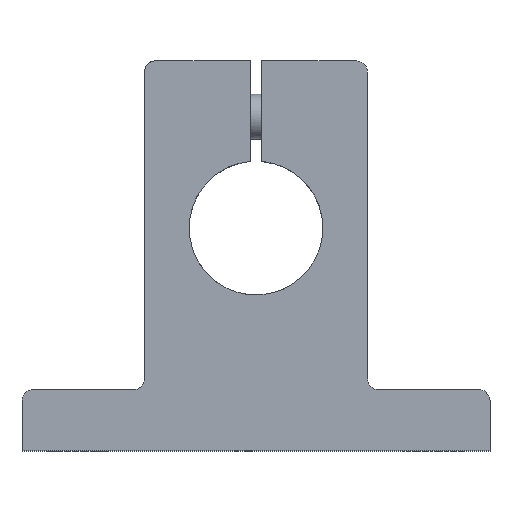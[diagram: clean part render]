
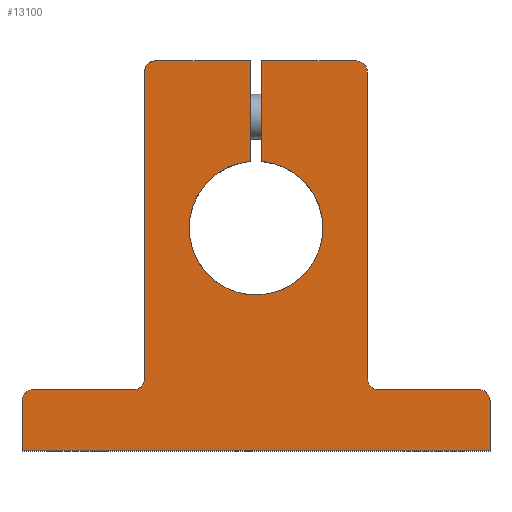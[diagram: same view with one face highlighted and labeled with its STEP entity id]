
A CAD part, top view. The second image highlights one B-rep face of the part: STEP entity #13100.
In plain terms, the highlighted free-form (B-spline) face has degree [1, 1] with [2, 2] control points.
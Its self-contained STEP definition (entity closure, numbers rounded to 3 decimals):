
#3340 = CARTESIAN_POINT ('', (-10., 6.5, 12.));
#3350 = VERTEX_POINT ('', #3340);
#3410 = CARTESIAN_POINT ('', (-10., 34., 12.));
#3420 = VERTEX_POINT ('', #3410);
#3430 = CARTESIAN_POINT ('', (-10., 34., 12.));
#3440 = CARTESIAN_POINT ('', (-10., 6.5, 12.));
#3450 = B_SPLINE_CURVE_WITH_KNOTS ('', 1, (#3430, #3440), .UNSPECIFIED., .F., .U., (2, 2), (0., 1.), .UNSPECIFIED.);
#3460 = EDGE_CURVE ('', #3420, #3350, #3450, .T.);
#3770 = CARTESIAN_POINT ('', (-11., 5.5, 12.));
#3780 = VERTEX_POINT ('', #3770);
#3840 = CARTESIAN_POINT ('', (-11., 5.5, 12.));
#3850 = CARTESIAN_POINT ('', (-10.414, 5.5, 12.));
#3860 = CARTESIAN_POINT ('', (-10., 5.914, 12.));
#3870 = CARTESIAN_POINT ('', (-10., 6.5, 12.));
#3880 = (
   BOUNDED_CURVE ()
   B_SPLINE_CURVE (3, (#3840, #3850, #3860, #3870), .UNSPECIFIED., .F., .U.)
   B_SPLINE_CURVE_WITH_KNOTS ((4, 4), (0., 1.), .UNSPECIFIED.)
   CURVE ()
   GEOMETRIC_REPRESENTATION_ITEM ()
   RATIONAL_B_SPLINE_CURVE ((1., 0.805, 0.805, 1.))
   REPRESENTATION_ITEM ('')
);
#3890 = EDGE_CURVE ('', #3780, #3350, #3880, .T.);
#4110 = CARTESIAN_POINT ('', (-20., 5.5, 12.));
#4120 = VERTEX_POINT ('', #4110);
#4180 = CARTESIAN_POINT ('', (-11., 5.5, 12.));
#4190 = CARTESIAN_POINT ('', (-20., 5.5, 12.));
#4200 = B_SPLINE_CURVE_WITH_KNOTS ('', 1, (#4180, #4190), .UNSPECIFIED., .F., .U., (2, 2), (0., 1.), .UNSPECIFIED.);
#4210 = EDGE_CURVE ('', #3780, #4120, #4200, .T.);
#5300 = CARTESIAN_POINT ('', (21., 0., 12.));
#5310 = VERTEX_POINT ('', #5300);
#5370 = CARTESIAN_POINT ('', (-21., 0., 12.));
#5380 = VERTEX_POINT ('', #5370);
#5390 = CARTESIAN_POINT ('', (-21., 0., 12.));
#5400 = CARTESIAN_POINT ('', (21., 0., 12.));
#5410 = B_SPLINE_CURVE_WITH_KNOTS ('', 1, (#5390, #5400), .UNSPECIFIED., .F., .U., (2, 2), (0., 1.), .UNSPECIFIED.);
#5420 = EDGE_CURVE ('', #5380, #5310, #5410, .T.);
#6600 = CARTESIAN_POINT ('', (11., 5.5, 12.));
#6610 = VERTEX_POINT ('', #6600);
#6670 = CARTESIAN_POINT ('', (20., 5.5, 12.));
#6680 = VERTEX_POINT ('', #6670);
#6690 = CARTESIAN_POINT ('', (11., 5.5, 12.));
#6700 = CARTESIAN_POINT ('', (20., 5.5, 12.));
#6710 = B_SPLINE_CURVE_WITH_KNOTS ('', 1, (#6690, #6700), .UNSPECIFIED., .F., .U., (2, 2), (0., 1.), .UNSPECIFIED.);
#6720 = EDGE_CURVE ('', #6610, #6680, #6710, .T.);
#7010 = CARTESIAN_POINT ('', (10., 6.5, 12.));
#7020 = VERTEX_POINT ('', #7010);
#7080 = CARTESIAN_POINT ('', (10., 6.5, 12.));
#7090 = CARTESIAN_POINT ('', (10., 5.914, 12.));
#7100 = CARTESIAN_POINT ('', (10.414, 5.5, 12.));
#7110 = CARTESIAN_POINT ('', (11., 5.5, 12.));
#7120 = (
   BOUNDED_CURVE ()
   B_SPLINE_CURVE (3, (#7080, #7090, #7100, #7110), .UNSPECIFIED., .F., .U.)
   B_SPLINE_CURVE_WITH_KNOTS ((4, 4), (0., 1.), .UNSPECIFIED.)
   CURVE ()
   GEOMETRIC_REPRESENTATION_ITEM ()
   RATIONAL_B_SPLINE_CURVE ((1., 0.805, 0.805, 1.))
   REPRESENTATION_ITEM ('')
);
#7130 = EDGE_CURVE ('', #7020, #6610, #7120, .T.);
#7350 = CARTESIAN_POINT ('', (10., 34., 12.));
#7360 = VERTEX_POINT ('', #7350);
#7420 = CARTESIAN_POINT ('', (10., 6.5, 12.));
#7430 = CARTESIAN_POINT ('', (10., 34., 12.));
#7440 = B_SPLINE_CURVE_WITH_KNOTS ('', 1, (#7420, #7430), .UNSPECIFIED., .F., .U., (2, 2), (0., 1.), .UNSPECIFIED.);
#7450 = EDGE_CURVE ('', #7020, #7360, #7440, .T.);
#9730 = CARTESIAN_POINT ('', (9., 35., 12.));
#9740 = VERTEX_POINT ('', #9730);
#9800 = CARTESIAN_POINT ('', (9., 35., 12.));
#9810 = CARTESIAN_POINT ('', (9.586, 35., 12.));
#9820 = CARTESIAN_POINT ('', (10., 34.586, 12.));
#9830 = CARTESIAN_POINT ('', (10., 34., 12.));
#9840 = (
   BOUNDED_CURVE ()
   B_SPLINE_CURVE (3, (#9800, #9810, #9820, #9830), .UNSPECIFIED., .F., .U.)
   B_SPLINE_CURVE_WITH_KNOTS ((4, 4), (0., 1.), .UNSPECIFIED.)
   CURVE ()
   GEOMETRIC_REPRESENTATION_ITEM ()
   RATIONAL_B_SPLINE_CURVE ((1., 0.805, 0.805, 1.))
   REPRESENTATION_ITEM ('')
);
#9850 = EDGE_CURVE ('', #9740, #7360, #9840, .T.);
#10070 = CARTESIAN_POINT ('', (0.5, 35., 12.));
#10080 = VERTEX_POINT ('', #10070);
#10140 = CARTESIAN_POINT ('', (0.5, 35., 12.));
#10150 = CARTESIAN_POINT ('', (9., 35., 12.));
#10160 = B_SPLINE_CURVE_WITH_KNOTS ('', 1, (#10140, #10150), .UNSPECIFIED., .F., .U., (2, 2), (0., 1.), .UNSPECIFIED.);
#10170 = EDGE_CURVE ('', #10080, #9740, #10160, .T.);
#10350 = CARTESIAN_POINT ('', (0.5, 25.979, 12.));
#10360 = VERTEX_POINT ('', #10350);
#10420 = CARTESIAN_POINT ('', (0.5, 35., 12.));
#10430 = CARTESIAN_POINT ('', (0.5, 25.979, 12.));
#10440 = B_SPLINE_CURVE_WITH_KNOTS ('', 1, (#10420, #10430), .UNSPECIFIED., .F., .U., (2, 2), (0., 1.), .UNSPECIFIED.);
#10450 = EDGE_CURVE ('', #10080, #10360, #10440, .T.);
#11540 = CARTESIAN_POINT ('', (-0.5, 35., 12.));
#11550 = VERTEX_POINT ('', #11540);
#11610 = CARTESIAN_POINT ('', (-0.5, 25.979, 12.));
#11620 = VERTEX_POINT ('', #11610);
#11630 = CARTESIAN_POINT ('', (-0.5, 35., 12.));
#11640 = CARTESIAN_POINT ('', (-0.5, 25.979, 12.));
#11650 = B_SPLINE_CURVE_WITH_KNOTS ('', 1, (#11630, #11640), .UNSPECIFIED., .F., .U., (2, 2), (0., 1.), .UNSPECIFIED.);
#11660 = EDGE_CURVE ('', #11550, #11620, #11650, .T.);
#11930 = CARTESIAN_POINT ('', (-9., 35., 12.));
#11940 = VERTEX_POINT ('', #11930);
#12000 = CARTESIAN_POINT ('', (-0.5, 35., 12.));
#12010 = CARTESIAN_POINT ('', (-9., 35., 12.));
#12020 = B_SPLINE_CURVE_WITH_KNOTS ('', 1, (#12000, #12010), .UNSPECIFIED., .F., .U., (2, 2), (0., 1.), .UNSPECIFIED.);
#12030 = EDGE_CURVE ('', #11550, #11940, #12020, .T.);
#12160 = CARTESIAN_POINT ('', (-10., 34., 12.));
#12170 = CARTESIAN_POINT ('', (-10., 34.586, 12.));
#12180 = CARTESIAN_POINT ('', (-9.586, 35., 12.));
#12190 = CARTESIAN_POINT ('', (-9., 35., 12.));
#12200 = (
   BOUNDED_CURVE ()
   B_SPLINE_CURVE (3, (#12160, #12170, #12180, #12190), .UNSPECIFIED., .F., .U.)
   B_SPLINE_CURVE_WITH_KNOTS ((4, 4), (0., 1.), .UNSPECIFIED.)
   CURVE ()
   GEOMETRIC_REPRESENTATION_ITEM ()
   RATIONAL_B_SPLINE_CURVE ((1., 0.805, 0.805, 1.))
   REPRESENTATION_ITEM ('')
);
#12210 = EDGE_CURVE ('', #3420, #11940, #12200, .T.);
#12430 = ORIENTED_EDGE ('', *, *, #4210, .T.);
#12440 = CARTESIAN_POINT ('', (-21., 4.5, 12.));
#12450 = VERTEX_POINT ('', #12440);
#12460 = CARTESIAN_POINT ('', (-21., 4.5, 12.));
#12470 = CARTESIAN_POINT ('', (-21., 5.086, 12.));
#12480 = CARTESIAN_POINT ('', (-20.586, 5.5, 12.));
#12490 = CARTESIAN_POINT ('', (-20., 5.5, 12.));
#12500 = (
   BOUNDED_CURVE ()
   B_SPLINE_CURVE (3, (#12460, #12470, #12480, #12490), .UNSPECIFIED., .F., .U.)
   B_SPLINE_CURVE_WITH_KNOTS ((4, 4), (0., 1.), .UNSPECIFIED.)
   CURVE ()
   GEOMETRIC_REPRESENTATION_ITEM ()
   RATIONAL_B_SPLINE_CURVE ((1., 0.805, 0.805, 1.))
   REPRESENTATION_ITEM ('')
);
#12510 = EDGE_CURVE ('', #12450, #4120, #12500, .T.);
#12520 = ORIENTED_EDGE ('', *, *, #12510, .F.);
#12530 = CARTESIAN_POINT ('', (-21., 4.5, 12.));
#12540 = CARTESIAN_POINT ('', (-21., 0., 12.));
#12550 = B_SPLINE_CURVE_WITH_KNOTS ('', 1, (#12530, #12540), .UNSPECIFIED., .F., .U., (2, 2), (0., 1.), .UNSPECIFIED.);
#12560 = EDGE_CURVE ('', #12450, #5380, #12550, .T.);
#12570 = ORIENTED_EDGE ('', *, *, #12560, .T.);
#12580 = ORIENTED_EDGE ('', *, *, #5420, .T.);
#12590 = CARTESIAN_POINT ('', (21., 4.5, 12.));
#12600 = VERTEX_POINT ('', #12590);
#12610 = CARTESIAN_POINT ('', (21., 4.5, 12.));
#12620 = CARTESIAN_POINT ('', (21., 0., 12.));
#12630 = B_SPLINE_CURVE_WITH_KNOTS ('', 1, (#12610, #12620), .UNSPECIFIED., .F., .U., (2, 2), (0., 1.), .UNSPECIFIED.);
#12640 = EDGE_CURVE ('', #12600, #5310, #12630, .T.);
#12650 = ORIENTED_EDGE ('', *, *, #12640, .F.);
#12660 = CARTESIAN_POINT ('', (20., 5.5, 12.));
#12670 = CARTESIAN_POINT ('', (20.586, 5.5, 12.));
#12680 = CARTESIAN_POINT ('', (21., 5.086, 12.));
#12690 = CARTESIAN_POINT ('', (21., 4.5, 12.));
#12700 = (
   BOUNDED_CURVE ()
   B_SPLINE_CURVE (3, (#12660, #12670, #12680, #12690), .UNSPECIFIED., .F., .U.)
   B_SPLINE_CURVE_WITH_KNOTS ((4, 4), (0., 1.), .UNSPECIFIED.)
   CURVE ()
   GEOMETRIC_REPRESENTATION_ITEM ()
   RATIONAL_B_SPLINE_CURVE ((1., 0.805, 0.805, 1.))
   REPRESENTATION_ITEM ('')
);
#12710 = EDGE_CURVE ('', #6680, #12600, #12700, .T.);
#12720 = ORIENTED_EDGE ('', *, *, #12710, .F.);
#12730 = ORIENTED_EDGE ('', *, *, #6720, .F.);
#12740 = ORIENTED_EDGE ('', *, *, #7130, .F.);
#12750 = ORIENTED_EDGE ('', *, *, #7450, .T.);
#12760 = ORIENTED_EDGE ('', *, *, #9850, .F.);
#12770 = ORIENTED_EDGE ('', *, *, #10170, .F.);
#12780 = ORIENTED_EDGE ('', *, *, #10450, .T.);
#12790 = CARTESIAN_POINT ('', (-0.5, 14.021, 12.));
#12800 = VERTEX_POINT ('', #12790);
#12810 = CARTESIAN_POINT ('', (-0.5, 14.021, 12.));
#12820 = CARTESIAN_POINT ('', (-0.332, 14.007, 12.));
#12830 = CARTESIAN_POINT ('', (-0.165, 14., 12.));
#12840 = CARTESIAN_POINT ('', (0., 14., 12.));
#12850 = CARTESIAN_POINT ('', (11.067, 14., 12.));
#12860 = CARTESIAN_POINT ('', (11.528, 25.057, 12.));
#12870 = CARTESIAN_POINT ('', (0.5, 25.979, 12.));
#12880 = (
   BOUNDED_CURVE ()
   B_SPLINE_CURVE (3, (#12810, #12820, #12830, #12840, #12850, #12860, #12870), .UNSPECIFIED., .F., .U.)
   B_SPLINE_CURVE_WITH_KNOTS ((4, 3, 4), (0., 0.039, 1.), .UNSPECIFIED.)
   CURVE ()
   GEOMETRIC_REPRESENTATION_ITEM ()
   RATIONAL_B_SPLINE_CURVE ((0.926, 0.95, 0.974, 1., 0.361, 0.361, 1.))
   REPRESENTATION_ITEM ('')
);
#12890 = EDGE_CURVE ('', #12800, #10360, #12880, .T.);
#12900 = ORIENTED_EDGE ('', *, *, #12890, .F.);
#12910 = CARTESIAN_POINT ('', (-0.5, 25.979, 12.));
#12920 = CARTESIAN_POINT ('', (-10.383, 25.153, 12.));
#12930 = CARTESIAN_POINT ('', (-11.055, 14.904, 12.));
#12940 = CARTESIAN_POINT ('', (-0.5, 14.021, 12.));
#12950 = (
   BOUNDED_CURVE ()
   B_SPLINE_CURVE (3, (#12910, #12920, #12930, #12940), .UNSPECIFIED., .F., .U.)
   B_SPLINE_CURVE_WITH_KNOTS ((4, 4), (0., 1.), .UNSPECIFIED.)
   CURVE ()
   GEOMETRIC_REPRESENTATION_ITEM ()
   RATIONAL_B_SPLINE_CURVE ((1., 0.387, 0.362, 0.926))
   REPRESENTATION_ITEM ('')
);
#12960 = EDGE_CURVE ('', #11620, #12800, #12950, .T.);
#12970 = ORIENTED_EDGE ('', *, *, #12960, .F.);
#12980 = ORIENTED_EDGE ('', *, *, #11660, .F.);
#12990 = ORIENTED_EDGE ('', *, *, #12030, .T.);
#13000 = ORIENTED_EDGE ('', *, *, #12210, .F.);
#13010 = ORIENTED_EDGE ('', *, *, #3460, .T.);
#13020 = ORIENTED_EDGE ('', *, *, #3890, .F.);
#13030 = EDGE_LOOP ('', (#12430, #12520, #12570, #12580, #12650, #12720, #12730, #12740, #12750, #12760, #12770, #12780, #12900, #12970, #12980, #12990, #13000, #13010, #13020));
#13040 = FACE_OUTER_BOUND ('', #13030, .T.);
#13050 = CARTESIAN_POINT ('', (-21., 0., 12.));
#13060 = CARTESIAN_POINT ('', (-21., 35., 12.));
#13070 = CARTESIAN_POINT ('', (21., 0., 12.));
#13080 = CARTESIAN_POINT ('', (21., 35., 12.));
#13090 = B_SPLINE_SURFACE_WITH_KNOTS ('', 1, 1, ((#13050, #13060), (#13070, #13080)), .UNSPECIFIED., .F., .F., .U., (2, 2), (2, 2), (0., 1.), (0., 1.), .UNSPECIFIED.);
#13100 = ADVANCED_FACE ('', (#13040), #13090, .T.);
